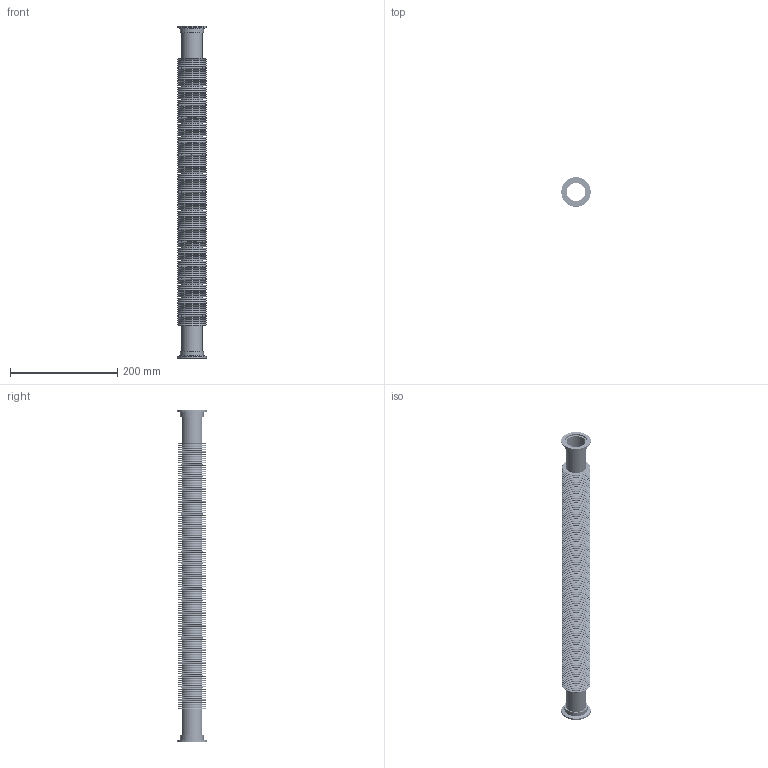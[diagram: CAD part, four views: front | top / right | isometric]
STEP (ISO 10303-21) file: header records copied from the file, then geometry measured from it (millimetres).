
FILE_DESCRIPTION (( 'STEP AP203' ), '1' );
FILE_NAME ('441525.STEP', '2024-03-05T08:23:40', ( '' ), ( '' ), 'SwSTEP 2.0', 'SolidWorks 2022', '' );
FILE_SCHEMA (( 'CONFIG_CONTROL_DESIGN' ));
Length unit declared in the file: inch
Products named in the file (3): 441525; 441541; 713003
Assembly tree (3 placements, depth 2):
  441525
    713003  x2
    441541
Bounding box: 54.86 x 54.86 x 620.22 mm (x, y, z)
Volume: 90965.6 mm3; surface area: 611696 mm2
Topology: 3 solids, 3 shells, 2002 faces, 4004 edges, 2504 vertices
Faces by surface type: torus 1468, plane 502, cylinder 28, cone 4
Entity records: 53963 total; most frequent: DIRECTION 11908, CARTESIAN_POINT 8448, ORIENTED_EDGE 7944, AXIS2_PLACEMENT_3D 5944, EDGE_CURVE 3972, CIRCLE 3952, EDGE_LOOP 2484, VERTEX_POINT 2484
